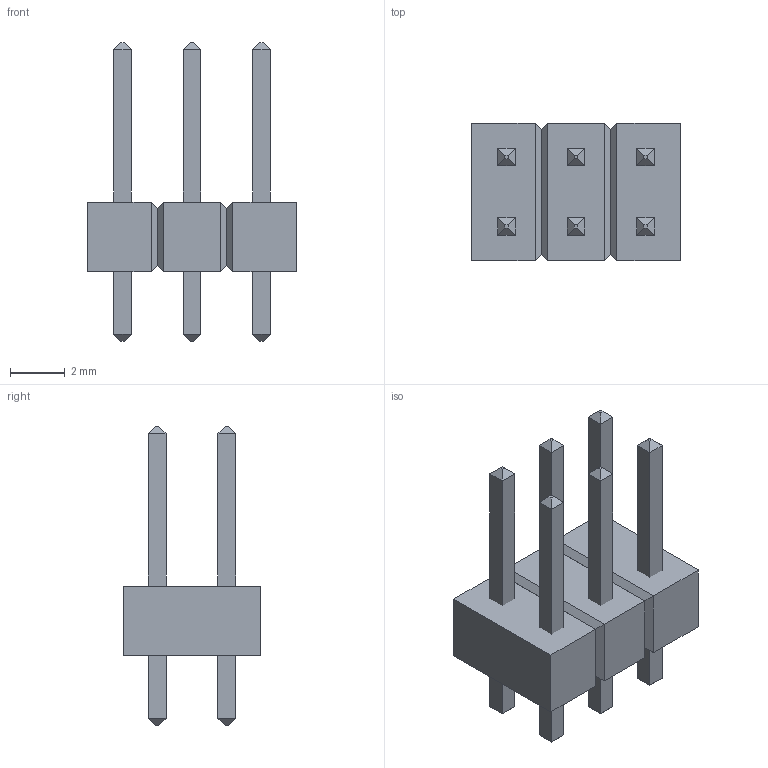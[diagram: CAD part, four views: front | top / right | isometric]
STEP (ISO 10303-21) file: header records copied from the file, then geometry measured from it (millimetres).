
FILE_DESCRIPTION(('FreeCAD Model'),'2;1');
FILE_NAME('1491058.1.1.stp','2020-06-18T17:17:13',( 'Author'),(''),'Open CASCADE STEP processor 6.9','FreeCAD','Unknown' );
FILE_SCHEMA(('AUTOMOTIVE_DESIGN { 1 0 10303 214 1 1 1 1 }'));
Length unit declared in the file: millimetre
Products named in the file (3): ASSEMBLY; Body; LeadsArray
Assembly tree (2 placements, depth 2):
  ASSEMBLY
    Body
    LeadsArray
Bounding box: 7.62 x 5.02 x 10.92 mm (x, y, z)
Volume: 121.8 mm3; surface area: 311.9 mm2
Topology: 7 solids, 7 shells, 114 faces, 228 edges, 128 vertices
Faces by surface type: plane 114
Entity records: 5829 total; most frequent: CARTESIAN_POINT 961, DIRECTION 886, LINE 652, VECTOR 652, ORIENTED_EDGE 456, PCURVE 456, DEFINITIONAL_REPRESENTATION 456, EDGE_CURVE 228
